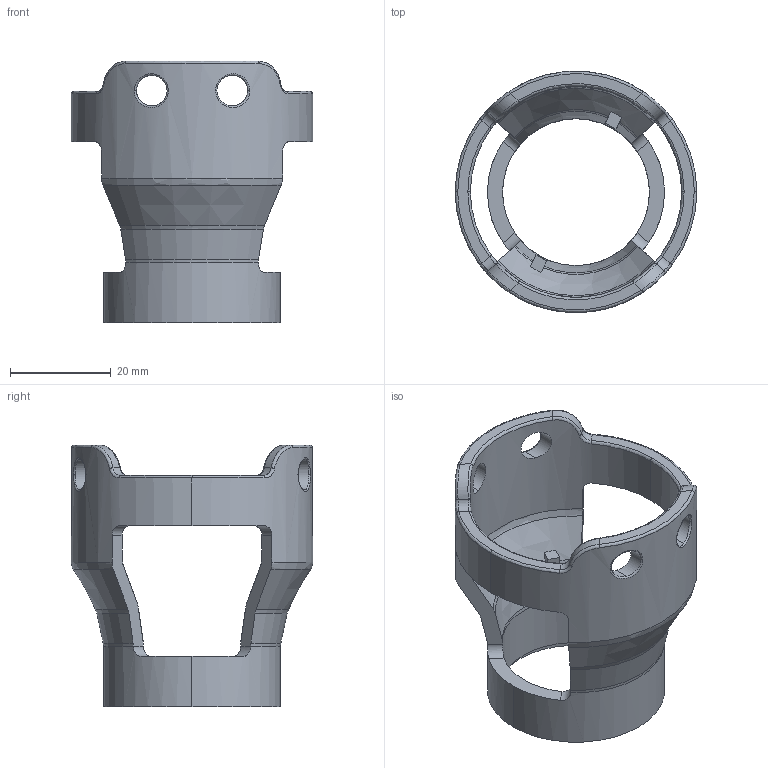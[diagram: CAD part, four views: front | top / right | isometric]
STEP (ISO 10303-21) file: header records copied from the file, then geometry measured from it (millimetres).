
FILE_DESCRIPTION (( 'STEP AP203' ), '1' );
FILE_NAME ('ECX2790.step', '2025-02-06T16:20:56', ( '' ), ( '' ), 'SwSTEP 2.0', 'SolidWorks 2024', '' );
FILE_SCHEMA (( 'CONFIG_CONTROL_DESIGN' ));
Length unit declared in the file: inch
Products named in the file (1): ECX2790
Bounding box: 48 x 48 x 52 mm (x, y, z)
Volume: 13514.3 mm3; surface area: 10724.8 mm2
Topology: 1 solids, 1 shells, 114 faces, 320 edges, 204 vertices
Faces by surface type: bspline 50, cylinder 34, plane 22, cone 8
Entity records: 7020 total; most frequent: CARTESIAN_POINT 4448, ORIENTED_EDGE 640, DIRECTION 358, EDGE_CURVE 320, VERTEX_POINT 204, B_SPLINE_CURVE_WITH_KNOTS 136, AXIS2_PLACEMENT_3D 135, EDGE_LOOP 124
